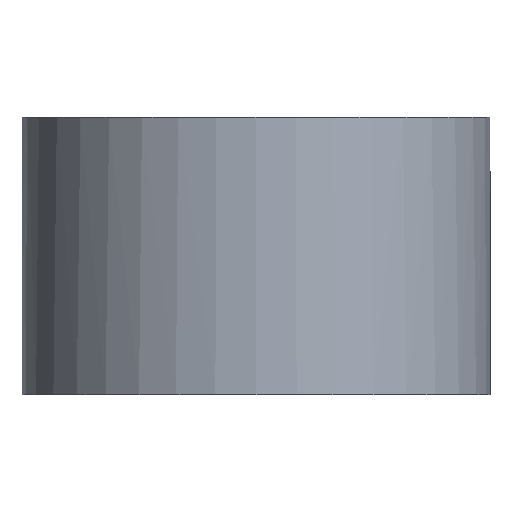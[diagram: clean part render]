
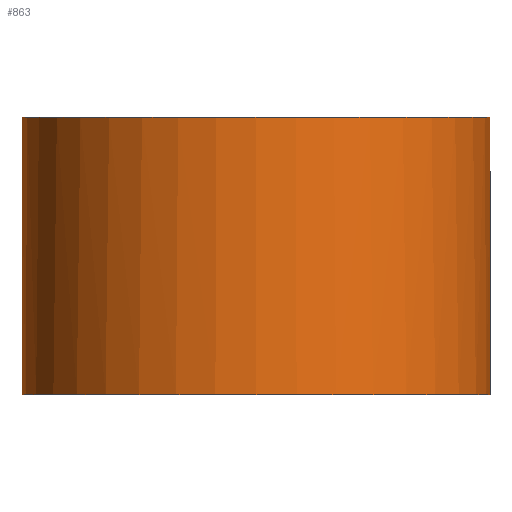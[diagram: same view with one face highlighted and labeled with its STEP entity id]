
A CAD part, front view. The second image highlights one B-rep face of the part: STEP entity #863.
In plain terms, the highlighted cylindrical face has radius 8.6 mm (diameter 17.2 mm), a full revolution.
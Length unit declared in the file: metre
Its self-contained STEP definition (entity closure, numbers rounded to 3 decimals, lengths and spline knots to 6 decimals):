
#18=CYLINDRICAL_SURFACE('',#943,0.0086);
#31=CIRCLE('',#918,0.0086);
#33=CIRCLE('',#921,0.0086);
#47=CIRCLE('',#938,0.0086);
#50=CIRCLE('',#944,0.0086);
#51=CIRCLE('',#945,0.0086);
#123=ORIENTED_EDGE('',*,*,#368,.T.);
#124=ORIENTED_EDGE('',*,*,#337,.T.);
#125=ORIENTED_EDGE('',*,*,#381,.F.);
#126=ORIENTED_EDGE('',*,*,#382,.T.);
#127=ORIENTED_EDGE('',*,*,#383,.T.);
#128=ORIENTED_EDGE('',*,*,#333,.T.);
#129=ORIENTED_EDGE('',*,*,#384,.F.);
#130=ORIENTED_EDGE('',*,*,#385,.T.);
#131=ORIENTED_EDGE('',*,*,#386,.T.);
#333=EDGE_CURVE('',#461,#464,#31,.T.);
#337=EDGE_CURVE('',#466,#468,#33,.T.);
#368=EDGE_CURVE('',#499,#499,#47,.T.);
#381=EDGE_CURVE('',#509,#468,#578,.T.);
#382=EDGE_CURVE('',#509,#510,#50,.T.);
#383=EDGE_CURVE('',#510,#461,#579,.T.);
#384=EDGE_CURVE('',#511,#464,#580,.T.);
#385=EDGE_CURVE('',#511,#512,#51,.T.);
#386=EDGE_CURVE('',#512,#466,#581,.T.);
#461=VERTEX_POINT('',#1265);
#464=VERTEX_POINT('',#1270);
#466=VERTEX_POINT('',#1275);
#468=VERTEX_POINT('',#1279);
#499=VERTEX_POINT('',#1345);
#509=VERTEX_POINT('',#1371);
#510=VERTEX_POINT('',#1373);
#511=VERTEX_POINT('',#1376);
#512=VERTEX_POINT('',#1378);
#578=LINE('',#1370,#667);
#579=LINE('',#1374,#668);
#580=LINE('',#1375,#669);
#581=LINE('',#1379,#670);
#667=VECTOR('',#1090,1.);
#668=VECTOR('',#1093,1.);
#669=VECTOR('',#1094,1.);
#670=VECTOR('',#1097,1.);
#733=EDGE_LOOP('',(#123));
#734=EDGE_LOOP('',(#124,#125,#126,#127,#128,#129,#130,#131));
#782=FACE_BOUND('',#733,.T.);
#783=FACE_BOUND('',#734,.T.);
#863=ADVANCED_FACE('',(#782,#783),#18,.T.);
#918=AXIS2_PLACEMENT_3D('',#1271,#1009,#1010);
#921=AXIS2_PLACEMENT_3D('',#1280,#1017,#1018);
#938=AXIS2_PLACEMENT_3D('',#1344,#1068,#1069);
#943=AXIS2_PLACEMENT_3D('',#1369,#1088,#1089);
#944=AXIS2_PLACEMENT_3D('',#1372,#1091,#1092);
#945=AXIS2_PLACEMENT_3D('',#1377,#1095,#1096);
#1009=DIRECTION('',(0.,0.,-1.));
#1010=DIRECTION('',(-1.,0.,0.));
#1017=DIRECTION('',(0.,0.,-1.));
#1018=DIRECTION('',(-1.,0.,0.));
#1068=DIRECTION('',(0.,0.,1.));
#1069=DIRECTION('',(1.,0.,0.));
#1088=DIRECTION('',(0.,0.,1.));
#1089=DIRECTION('',(1.,0.,0.));
#1090=DIRECTION('',(0.,0.,-1.));
#1091=DIRECTION('',(0.,0.,-1.));
#1092=DIRECTION('',(-1.,0.,0.));
#1093=DIRECTION('',(0.,0.,-1.));
#1094=DIRECTION('',(0.,0.,-1.));
#1095=DIRECTION('',(0.,0.,-1.));
#1096=DIRECTION('',(-1.,0.,0.));
#1097=DIRECTION('',(0.,0.,-1.));
#1265=CARTESIAN_POINT('',(0.008592,0.000375,0.003));
#1270=CARTESIAN_POINT('',(0.008592,-0.000375,0.003));
#1271=CARTESIAN_POINT('',(0.,0.,0.003));
#1275=CARTESIAN_POINT('',(-0.008592,-0.000375,0.003));
#1279=CARTESIAN_POINT('',(-0.008592,0.000375,0.003));
#1280=CARTESIAN_POINT('',(0.,0.,0.003));
#1344=CARTESIAN_POINT('',(0.,0.,-0.0052));
#1345=CARTESIAN_POINT('',(0.0086,0.,-0.0052));
#1369=CARTESIAN_POINT('',(0.,0.,-0.005202));
#1370=CARTESIAN_POINT('',(-0.008592,0.000375,0.005));
#1371=CARTESIAN_POINT('',(-0.008592,0.000375,0.005));
#1372=CARTESIAN_POINT('',(0.,0.,0.005));
#1373=CARTESIAN_POINT('',(0.008592,0.000375,0.005));
#1374=CARTESIAN_POINT('',(0.008592,0.000375,0.005));
#1375=CARTESIAN_POINT('',(0.008592,-0.000375,0.005));
#1376=CARTESIAN_POINT('',(0.008592,-0.000375,0.005));
#1377=CARTESIAN_POINT('',(0.,0.,0.005));
#1378=CARTESIAN_POINT('',(-0.008592,-0.000375,0.005));
#1379=CARTESIAN_POINT('',(-0.008592,-0.000375,0.005));
